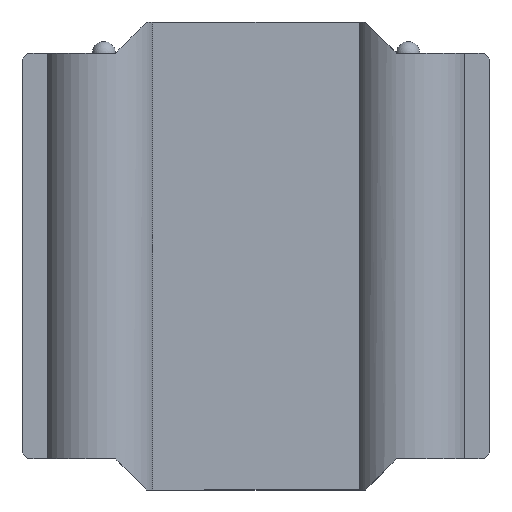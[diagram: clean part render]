
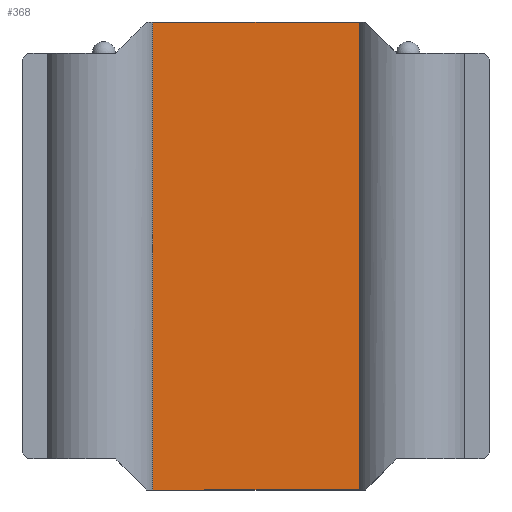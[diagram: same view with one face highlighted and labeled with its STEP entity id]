
A CAD part, front view. The second image highlights one B-rep face of the part: STEP entity #368.
In plain terms, the highlighted planar face has unit normal (0, -1, 0).
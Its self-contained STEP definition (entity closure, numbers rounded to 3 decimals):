
#5 = DIRECTION ( 'NONE',  ( 1., 0., 0. ) ) ;
#83 = VECTOR ( 'NONE', #2698, 1000. ) ;
#245 = FACE_OUTER_BOUND ( 'NONE', #942, .T. ) ;
#368 = ADVANCED_FACE ( 'NONE', ( #245 ), #1800, .F. ) ;
#602 = DIRECTION ( 'NONE',  ( 0., 0., 1. ) ) ;
#665 = CARTESIAN_POINT ( 'NONE',  ( -1.325, 0.45, -3. ) ) ;
#722 = EDGE_CURVE ( 'NONE', #1259, #3619, #1881, .T. ) ;
#846 = CARTESIAN_POINT ( 'NONE',  ( 1.325, 0.45, -3. ) ) ;
#887 = VERTEX_POINT ( 'NONE', #1564 ) ;
#896 = EDGE_CURVE ( 'NONE', #887, #3619, #1862, .T. ) ;
#913 = DIRECTION ( 'NONE',  ( 0., 0., 1. ) ) ;
#942 = EDGE_LOOP ( 'NONE', ( #2817, #3443, #1294, #3448 ) ) ;
#1259 = VERTEX_POINT ( 'NONE', #846 ) ;
#1294 = ORIENTED_EDGE ( 'NONE', *, *, #1993, .F. ) ;
#1564 = CARTESIAN_POINT ( 'NONE',  ( -1.325, 0.45, 3. ) ) ;
#1574 = CARTESIAN_POINT ( 'NONE',  ( 1.4, 0.45, -3. ) ) ;
#1800 = PLANE ( 'NONE',  #2389 ) ;
#1805 = DIRECTION ( 'NONE',  ( 0., 0., 1. ) ) ;
#1862 = LINE ( 'NONE', #2962, #2973 ) ;
#1881 = LINE ( 'NONE', #3016, #2970 ) ;
#1993 = EDGE_CURVE ( 'NONE', #1259, #3710, #3048, .T. ) ;
#2081 = CARTESIAN_POINT ( 'NONE',  ( 0., 0.45, 0. ) ) ;
#2389 = AXIS2_PLACEMENT_3D ( 'NONE', #2081, #3212, #602 ) ;
#2453 = EDGE_CURVE ( 'NONE', #3710, #887, #2705, .T. ) ;
#2698 = DIRECTION ( 'NONE',  ( -1., 0., 0. ) ) ;
#2705 = LINE ( 'NONE', #3530, #3051 ) ;
#2817 = ORIENTED_EDGE ( 'NONE', *, *, #896, .F. ) ;
#2962 = CARTESIAN_POINT ( 'NONE',  ( -1.4, 0.45, 3. ) ) ;
#2970 = VECTOR ( 'NONE', #913, 1000. ) ;
#2973 = VECTOR ( 'NONE', #5, 1000. ) ;
#3016 = CARTESIAN_POINT ( 'NONE',  ( 1.325, 0.45, -3. ) ) ;
#3048 = LINE ( 'NONE', #1574, #83 ) ;
#3051 = VECTOR ( 'NONE', #1805, 1000. ) ;
#3212 = DIRECTION ( 'NONE',  ( 0., 1., 0. ) ) ;
#3443 = ORIENTED_EDGE ( 'NONE', *, *, #2453, .F. ) ;
#3448 = ORIENTED_EDGE ( 'NONE', *, *, #722, .T. ) ;
#3462 = CARTESIAN_POINT ( 'NONE',  ( 1.325, 0.45, 3. ) ) ;
#3530 = CARTESIAN_POINT ( 'NONE',  ( -1.325, 0.45, -3. ) ) ;
#3619 = VERTEX_POINT ( 'NONE', #3462 ) ;
#3710 = VERTEX_POINT ( 'NONE', #665 ) ;
